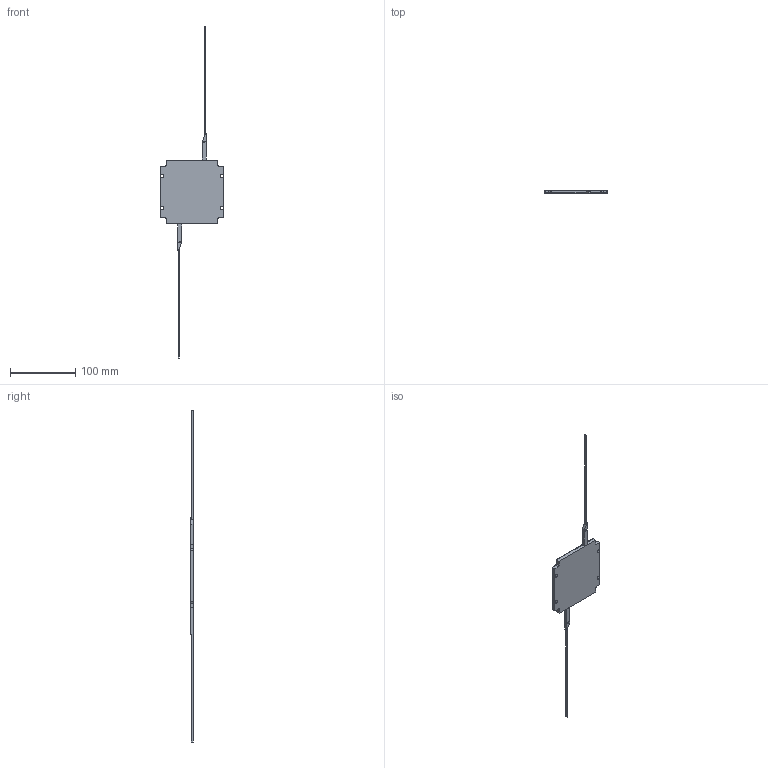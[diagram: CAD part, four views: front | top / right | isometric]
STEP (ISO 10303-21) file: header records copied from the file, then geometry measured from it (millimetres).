
FILE_DESCRIPTION(/* description */ (''),/* implementation_level */ '2;1');
FILE_NAME(/* name */ 'ISIS_ANTS1_REVD_STEP_2ELEM_ASM v7.step',/* time_stamp */ '2025-08-11T03:14:24-07:00',/* author */ (''),/* organization */ (''),/* preprocessor_version */ 'ST-DEVELOPER v20.1',/* originating_system */ 'Autodesk Translation Framework v14.10.0.0',/* authorisation */ '');
FILE_SCHEMA (('AUTOMOTIVE_DESIGN { 1 0 10303 214 3 1 1 }'));
Length unit declared in the file: millimetre
Products named in the file (3): ISIS_ANTS1_REVD_STEP_2ELEM_ASM_ASM; ANTS-REVD_2ELEMENTS_PART; ANTS1_TOPPANEL
Assembly tree (2 placements, depth 2):
  ISIS_ANTS1_REVD_STEP_2ELEM_ASM_ASM
    ANTS-REVD_2ELEMENTS_PART
    ANTS1_TOPPANEL
Bounding box: 98 x 5.91 x 509.41 mm (x, y, z)
Volume: 32814.5 mm3; surface area: 45355 mm2
Topology: 4 solids, 4 shells, 93 faces, 249 edges, 166 vertices
Faces by surface type: plane 66, cylinder 27
Full cylindrical faces by diameter (mm): 2 x2, 5.4 x8, 26 x1
Entity records: 3027 total; most frequent: CARTESIAN_POINT 513, DIRECTION 499, ORIENTED_EDGE 498, EDGE_CURVE 249, LINE 195, VECTOR 195, VERTEX_POINT 166, AXIS2_PLACEMENT_3D 152
